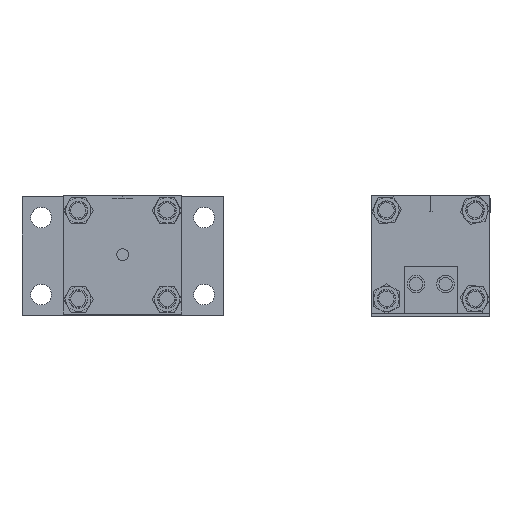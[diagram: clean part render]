
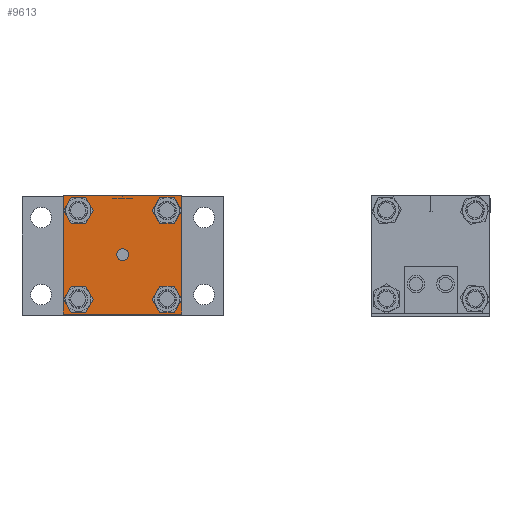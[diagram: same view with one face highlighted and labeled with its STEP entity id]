
A CAD part, top view. The second image highlights one B-rep face of the part: STEP entity #9613.
In plain terms, the highlighted planar face has unit normal (0, 0, 1).
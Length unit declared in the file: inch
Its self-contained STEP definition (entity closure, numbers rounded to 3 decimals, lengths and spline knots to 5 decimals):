
#28 = CARTESIAN_POINT ( 'NONE',  ( 4.96446, 7.39306, 0.5 ) ) ;
#38 = DIRECTION ( 'NONE',  ( 0., 0., 1. ) ) ;
#79 = ORIENTED_EDGE ( 'NONE', *, *, #11559, .F. ) ;
#213 = CARTESIAN_POINT ( 'NONE',  ( 5.15246, 7.39306, 0.5 ) ) ;
#271 = EDGE_LOOP ( 'NONE', ( #5963, #8328 ) ) ;
#308 = ORIENTED_EDGE ( 'NONE', *, *, #2669, .F. ) ;
#368 = EDGE_LOOP ( 'NONE', ( #6447, #12860 ) ) ;
#448 = AXIS2_PLACEMENT_3D ( 'NONE', #4803, #9922, #4974 ) ;
#623 = VECTOR ( 'NONE', #1988, 39.37008 ) ;
#626 = ORIENTED_EDGE ( 'NONE', *, *, #3697, .F. ) ;
#644 = CIRCLE ( 'NONE', #5433, 0.188 ) ;
#836 = CARTESIAN_POINT ( 'NONE',  ( 6.02601, 8.32806, 0.5 ) ) ;
#877 = DIRECTION ( 'NONE',  ( 0., 0., 1. ) ) ;
#975 = CARTESIAN_POINT ( 'NONE',  ( 5.89946, 7.07806, 0.5 ) ) ;
#984 = AXIS2_PLACEMENT_3D ( 'NONE', #7860, #877, #9942 ) ;
#1001 = CIRCLE ( 'NONE', #3440, 0.188 ) ;
#1347 = CIRCLE ( 'NONE', #12736, 0.12655 ) ;
#1519 = VECTOR ( 'NONE', #10534, 39.37008 ) ;
#1850 = DIRECTION ( 'NONE',  ( 0., 0., 1. ) ) ;
#1911 = VECTOR ( 'NONE', #10506, 39.37008 ) ;
#1988 = DIRECTION ( 'NONE',  ( 0., -1., 0. ) ) ;
#2012 = CARTESIAN_POINT ( 'NONE',  ( 4.96446, 9.26306, 0.5 ) ) ;
#2053 = EDGE_CURVE ( 'NONE', #3098, #2136, #2962, .T. ) ;
#2060 = DIRECTION ( 'NONE',  ( 1., 0., 0. ) ) ;
#2094 = EDGE_LOOP ( 'NONE', ( #12492, #11786 ) ) ;
#2136 = VERTEX_POINT ( 'NONE', #4564 ) ;
#2302 = VECTOR ( 'NONE', #9904, 39.37008 ) ;
#2487 = AXIS2_PLACEMENT_3D ( 'NONE', #5354, #10361, #12420 ) ;
#2539 = EDGE_CURVE ( 'NONE', #12347, #6971, #9855, .T. ) ;
#2542 = CARTESIAN_POINT ( 'NONE',  ( 7.14946, 5.57249, 0.5 ) ) ;
#2669 = EDGE_CURVE ( 'NONE', #9321, #10344, #3109, .T. ) ;
#2803 = AXIS2_PLACEMENT_3D ( 'NONE', #9060, #12864, #5017 ) ;
#2842 = DIRECTION ( 'NONE',  ( 1., 0., 0. ) ) ;
#2962 = LINE ( 'NONE', #10018, #623 ) ;
#2965 = VERTEX_POINT ( 'NONE', #8123 ) ;
#3098 = VERTEX_POINT ( 'NONE', #12888 ) ;
#3109 = CIRCLE ( 'NONE', #12724, 0.188 ) ;
#3186 = EDGE_CURVE ( 'NONE', #4451, #3443, #7208, .T. ) ;
#3247 = CARTESIAN_POINT ( 'NONE',  ( 5.77291, 8.32806, 0.5 ) ) ;
#3260 = CARTESIAN_POINT ( 'NONE',  ( 6.64646, 9.26306, 0.5 ) ) ;
#3363 = VERTEX_POINT ( 'NONE', #4172 ) ;
#3440 = AXIS2_PLACEMENT_3D ( 'NONE', #11270, #6216, #8250 ) ;
#3443 = VERTEX_POINT ( 'NONE', #213 ) ;
#3452 = EDGE_CURVE ( 'NONE', #6971, #12347, #5919, .T. ) ;
#3487 = LINE ( 'NONE', #2542, #1911 ) ;
#3525 = VERTEX_POINT ( 'NONE', #3247 ) ;
#3661 = AXIS2_PLACEMENT_3D ( 'NONE', #9868, #3944, #4905 ) ;
#3697 = EDGE_CURVE ( 'NONE', #3525, #7772, #10068, .T. ) ;
#3729 = ORIENTED_EDGE ( 'NONE', *, *, #6002, .F. ) ;
#3736 = EDGE_LOOP ( 'NONE', ( #626, #6037 ) ) ;
#3847 = FACE_BOUND ( 'NONE', #3736, .T. ) ;
#3879 = CARTESIAN_POINT ( 'NONE',  ( 5.89946, 8.32806, 0.5 ) ) ;
#3885 = EDGE_CURVE ( 'NONE', #2965, #12963, #644, .T. ) ;
#3944 = DIRECTION ( 'NONE',  ( 0., 0., 1. ) ) ;
#4139 = DIRECTION ( 'NONE',  ( 1., 0., 0. ) ) ;
#4172 = CARTESIAN_POINT ( 'NONE',  ( 7.14946, 9.57806, 0.5 ) ) ;
#4188 = EDGE_LOOP ( 'NONE', ( #308, #3729 ) ) ;
#4451 = VERTEX_POINT ( 'NONE', #5941 ) ;
#4503 = CIRCLE ( 'NONE', #448, 0.188 ) ;
#4564 = CARTESIAN_POINT ( 'NONE',  ( 4.64946, 7.07806, 0.5 ) ) ;
#4722 = EDGE_CURVE ( 'NONE', #7772, #3525, #1347, .T. ) ;
#4803 = CARTESIAN_POINT ( 'NONE',  ( 4.96446, 9.26306, 0.5 ) ) ;
#4905 = DIRECTION ( 'NONE',  ( 1., 0., 0. ) ) ;
#4942 = FACE_OUTER_BOUND ( 'NONE', #5955, .T. ) ;
#4974 = DIRECTION ( 'NONE',  ( 1., 0., 0. ) ) ;
#5017 = DIRECTION ( 'NONE',  ( 1., 0., 0. ) ) ;
#5286 = LINE ( 'NONE', #975, #2302 ) ;
#5354 = CARTESIAN_POINT ( 'NONE',  ( 6.83446, 7.39306, 0.5 ) ) ;
#5433 = AXIS2_PLACEMENT_3D ( 'NONE', #2012, #6177, #2060 ) ;
#5568 = CARTESIAN_POINT ( 'NONE',  ( 5.89946, 9.57806, 0.5 ) ) ;
#5595 = LINE ( 'NONE', #5568, #1519 ) ;
#5919 = CIRCLE ( 'NONE', #2487, 0.188 ) ;
#5941 = CARTESIAN_POINT ( 'NONE',  ( 4.77646, 7.39306, 0.5 ) ) ;
#5955 = EDGE_LOOP ( 'NONE', ( #79, #11491, #11087, #10179 ) ) ;
#5963 = ORIENTED_EDGE ( 'NONE', *, *, #7933, .F. ) ;
#6002 = EDGE_CURVE ( 'NONE', #10344, #9321, #1001, .T. ) ;
#6037 = ORIENTED_EDGE ( 'NONE', *, *, #4722, .F. ) ;
#6177 = DIRECTION ( 'NONE',  ( 0., 0., 1. ) ) ;
#6216 = DIRECTION ( 'NONE',  ( 0., 0., 1. ) ) ;
#6447 = ORIENTED_EDGE ( 'NONE', *, *, #3885, .F. ) ;
#6831 = FACE_BOUND ( 'NONE', #4188, .T. ) ;
#6926 = EDGE_CURVE ( 'NONE', #3363, #9978, #3487, .T. ) ;
#6971 = VERTEX_POINT ( 'NONE', #8659 ) ;
#7208 = CIRCLE ( 'NONE', #3661, 0.188 ) ;
#7223 = DIRECTION ( 'NONE',  ( 1., 0., 0. ) ) ;
#7343 = AXIS2_PLACEMENT_3D ( 'NONE', #28, #10059, #7223 ) ;
#7489 = FACE_BOUND ( 'NONE', #2094, .T. ) ;
#7772 = VERTEX_POINT ( 'NONE', #836 ) ;
#7860 = CARTESIAN_POINT ( 'NONE',  ( 5.89946, 8.32806, 0.5 ) ) ;
#7865 = CARTESIAN_POINT ( 'NONE',  ( 4.77646, 9.26306, 0.5 ) ) ;
#7933 = EDGE_CURVE ( 'NONE', #3443, #4451, #8356, .T. ) ;
#8123 = CARTESIAN_POINT ( 'NONE',  ( 5.15246, 9.26306, 0.5 ) ) ;
#8228 = CARTESIAN_POINT ( 'NONE',  ( 7.14946, 7.07806, 0.5 ) ) ;
#8250 = DIRECTION ( 'NONE',  ( 1., 0., 0. ) ) ;
#8283 = CARTESIAN_POINT ( 'NONE',  ( 7.02246, 9.26306, 0.5 ) ) ;
#8328 = ORIENTED_EDGE ( 'NONE', *, *, #3186, .F. ) ;
#8356 = CIRCLE ( 'NONE', #7343, 0.188 ) ;
#8629 = DIRECTION ( 'NONE',  ( 0., 0., 1. ) ) ;
#8659 = CARTESIAN_POINT ( 'NONE',  ( 6.64646, 7.39306, 0.5 ) ) ;
#8914 = CARTESIAN_POINT ( 'NONE',  ( 5.89946, 5.57249, 0.5 ) ) ;
#9060 = CARTESIAN_POINT ( 'NONE',  ( 6.83446, 7.39306, 0.5 ) ) ;
#9155 = EDGE_CURVE ( 'NONE', #12963, #2965, #4503, .T. ) ;
#9191 = CARTESIAN_POINT ( 'NONE',  ( 6.83446, 9.26306, 0.5 ) ) ;
#9321 = VERTEX_POINT ( 'NONE', #8283 ) ;
#9613 = ADVANCED_FACE ( 'NONE', ( #7489, #6831, #12183, #10143, #4942, #3847 ), #9830, .T. ) ;
#9830 = PLANE ( 'NONE',  #11382 ) ;
#9855 = CIRCLE ( 'NONE', #2803, 0.188 ) ;
#9868 = CARTESIAN_POINT ( 'NONE',  ( 4.96446, 7.39306, 0.5 ) ) ;
#9904 = DIRECTION ( 'NONE',  ( 1., 0., 0. ) ) ;
#9922 = DIRECTION ( 'NONE',  ( 0., 0., 1. ) ) ;
#9942 = DIRECTION ( 'NONE',  ( 1., 0., 0. ) ) ;
#9978 = VERTEX_POINT ( 'NONE', #8228 ) ;
#10018 = CARTESIAN_POINT ( 'NONE',  ( 4.64946, 5.57249, 0.5 ) ) ;
#10059 = DIRECTION ( 'NONE',  ( 0., 0., 1. ) ) ;
#10068 = CIRCLE ( 'NONE', #984, 0.12655 ) ;
#10143 = FACE_BOUND ( 'NONE', #271, .T. ) ;
#10179 = ORIENTED_EDGE ( 'NONE', *, *, #6926, .F. ) ;
#10344 = VERTEX_POINT ( 'NONE', #3260 ) ;
#10361 = DIRECTION ( 'NONE',  ( 0., 0., 1. ) ) ;
#10506 = DIRECTION ( 'NONE',  ( 0., -1., 0. ) ) ;
#10534 = DIRECTION ( 'NONE',  ( 1., 0., 0. ) ) ;
#10948 = DIRECTION ( 'NONE',  ( 1., 0., 0. ) ) ;
#11087 = ORIENTED_EDGE ( 'NONE', *, *, #11092, .T. ) ;
#11092 = EDGE_CURVE ( 'NONE', #2136, #9978, #5286, .T. ) ;
#11270 = CARTESIAN_POINT ( 'NONE',  ( 6.83446, 9.26306, 0.5 ) ) ;
#11382 = AXIS2_PLACEMENT_3D ( 'NONE', #8914, #1850, #2842 ) ;
#11491 = ORIENTED_EDGE ( 'NONE', *, *, #2053, .T. ) ;
#11559 = EDGE_CURVE ( 'NONE', #3098, #3363, #5595, .T. ) ;
#11741 = CARTESIAN_POINT ( 'NONE',  ( 7.02246, 7.39306, 0.5 ) ) ;
#11786 = ORIENTED_EDGE ( 'NONE', *, *, #3452, .F. ) ;
#12183 = FACE_BOUND ( 'NONE', #368, .T. ) ;
#12347 = VERTEX_POINT ( 'NONE', #11741 ) ;
#12420 = DIRECTION ( 'NONE',  ( 1., 0., 0. ) ) ;
#12492 = ORIENTED_EDGE ( 'NONE', *, *, #2539, .F. ) ;
#12724 = AXIS2_PLACEMENT_3D ( 'NONE', #9191, #38, #4139 ) ;
#12736 = AXIS2_PLACEMENT_3D ( 'NONE', #3879, #8629, #10948 ) ;
#12860 = ORIENTED_EDGE ( 'NONE', *, *, #9155, .F. ) ;
#12864 = DIRECTION ( 'NONE',  ( 0., 0., 1. ) ) ;
#12888 = CARTESIAN_POINT ( 'NONE',  ( 4.64946, 9.57806, 0.5 ) ) ;
#12963 = VERTEX_POINT ( 'NONE', #7865 ) ;
